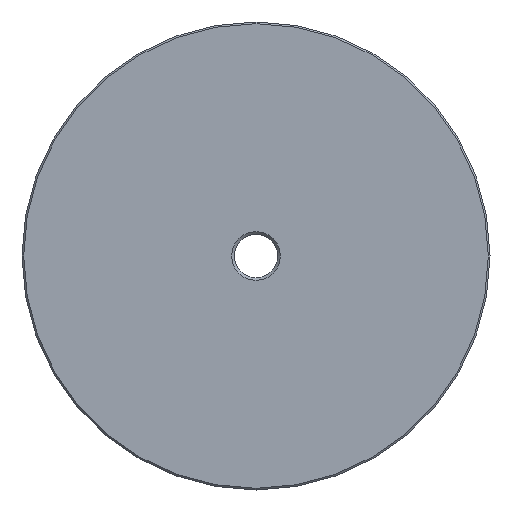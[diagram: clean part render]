
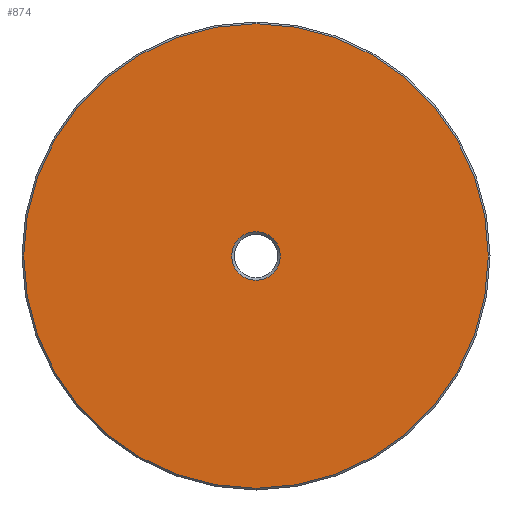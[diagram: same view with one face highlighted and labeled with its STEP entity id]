
A CAD part, front view. The second image highlights one B-rep face of the part: STEP entity #874.
In plain terms, the highlighted planar face has unit normal (0, -1, 0).
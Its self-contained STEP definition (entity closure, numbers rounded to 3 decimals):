
#794 = VERTEX_POINT('',#795);
#795 = CARTESIAN_POINT('',(0.,-5.25,2.8));
#803 = EDGE_CURVE('',#794,#794,#804,.T.);
#804 = CIRCLE('',#805,2.8);
#805 = AXIS2_PLACEMENT_3D('',#806,#807,#808);
#806 = CARTESIAN_POINT('',(0.,-5.25,0.));
#807 = DIRECTION('',(0.,1.,0.));
#808 = DIRECTION('',(0.,0.,1.));
#874 = ADVANCED_FACE('',(#875,#886),#889,.F.);
#875 = FACE_BOUND('',#876,.F.);
#876 = EDGE_LOOP('',(#877));
#877 = ORIENTED_EDGE('',*,*,#878,.T.);
#878 = EDGE_CURVE('',#879,#879,#881,.T.);
#879 = VERTEX_POINT('',#880);
#880 = CARTESIAN_POINT('',(0.,-5.25,26.8));
#881 = CIRCLE('',#882,26.8);
#882 = AXIS2_PLACEMENT_3D('',#883,#884,#885);
#883 = CARTESIAN_POINT('',(0.,-5.25,0.));
#884 = DIRECTION('',(0.,1.,0.));
#885 = DIRECTION('',(0.,0.,1.));
#886 = FACE_BOUND('',#887,.F.);
#887 = EDGE_LOOP('',(#888));
#888 = ORIENTED_EDGE('',*,*,#803,.F.);
#889 = PLANE('',#890);
#890 = AXIS2_PLACEMENT_3D('',#891,#892,#893);
#891 = CARTESIAN_POINT('',(0.,-5.25,0.));
#892 = DIRECTION('',(0.,1.,0.));
#893 = DIRECTION('',(0.,0.,1.));
